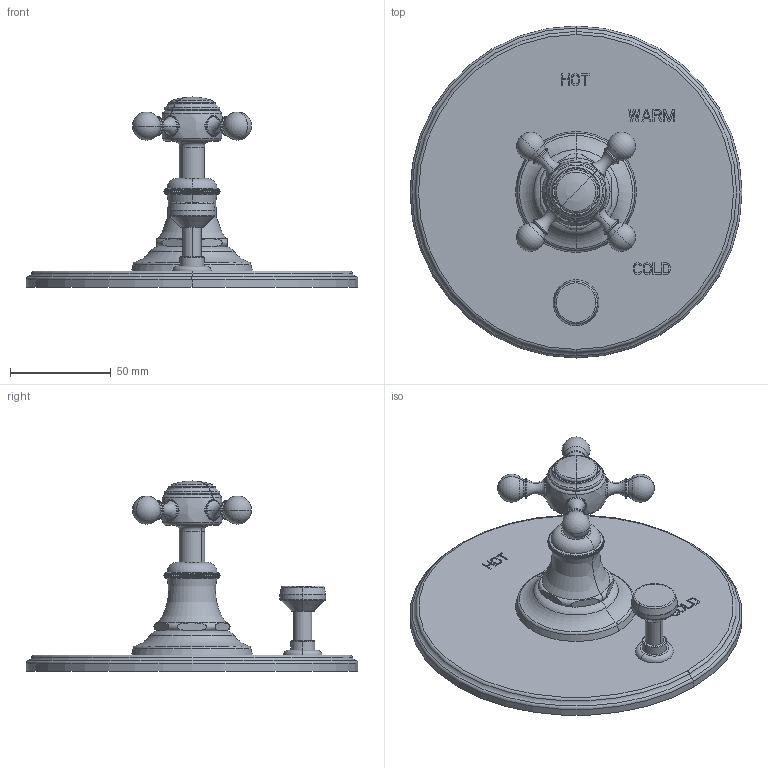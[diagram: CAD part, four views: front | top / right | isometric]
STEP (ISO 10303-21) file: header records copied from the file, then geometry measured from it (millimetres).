
FILE_DESCRIPTION((''),'2;1');
FILE_NAME('5-1762BP','2021-06-08T10:57:08',('jinson.thomas'),(''),'CREO PARAMETRIC BY PTC INC, 2018400','CREO PARAMETRIC BY PTC INC, 2018400','');
FILE_SCHEMA(('CONFIG_CONTROL_DESIGN'));
Length unit declared in the file: inch
Products named in the file (1): 5-1762BP
Bounding box: 165.1 x 165.1 x 94.56 mm (x, y, z)
Volume: 240123.2 mm3; surface area: 58511.8 mm2
Topology: 1 solids, 1 shells, 560 faces, 1277 edges, 819 vertices
Faces by surface type: plane 424, torus 78, cylinder 30, cone 16, sphere 10, bspline 2
Entity records: 18355 total; most frequent: CARTESIAN_POINT 5824, ORIENTED_EDGE 2534, DIRECTION 2477, EDGE_CURVE 1267, VECTOR 845, LINE 845, VERTEX_POINT 819, AXIS2_PLACEMENT_3D 816
